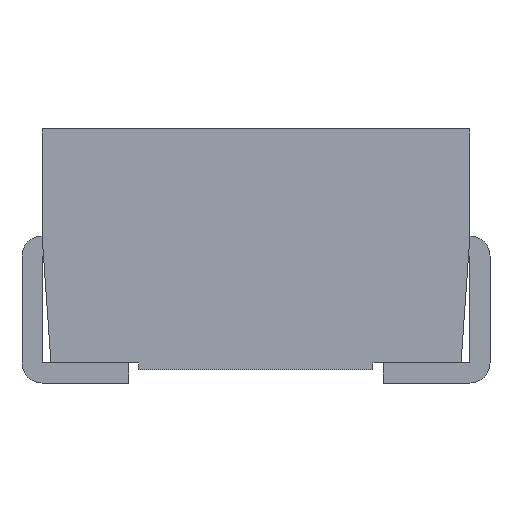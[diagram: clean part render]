
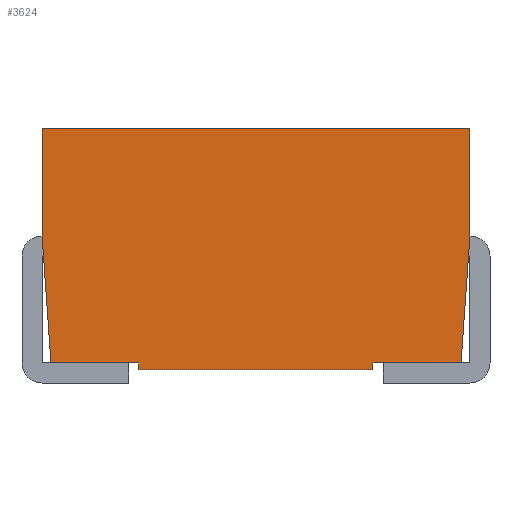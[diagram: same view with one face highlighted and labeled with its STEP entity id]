
A CAD part, front view. The second image highlights one B-rep face of the part: STEP entity #3624.
In plain terms, the highlighted planar face has unit normal (0, -1, 0).
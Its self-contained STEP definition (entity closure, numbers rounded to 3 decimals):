
#3234 = VERTEX_POINT('',#3235);
#3235 = CARTESIAN_POINT('',(-1.534,-1.45,0.17));
#3241 = EDGE_CURVE('',#3242,#3234,#3244,.T.);
#3242 = VERTEX_POINT('',#3243);
#3243 = CARTESIAN_POINT('',(-1.6,-1.45,1.12));
#3244 = LINE('',#3245,#3246);
#3245 = CARTESIAN_POINT('',(-1.356,-1.45,-2.364));
#3246 = VECTOR('',#3247,1.);
#3247 = DIRECTION('',(0.07,0.,
    -0.998));
#3304 = EDGE_CURVE('',#3305,#3242,#3307,.T.);
#3305 = VERTEX_POINT('',#3306);
#3306 = CARTESIAN_POINT('',(-1.6,-1.45,1.92));
#3307 = LINE('',#3308,#3309);
#3308 = CARTESIAN_POINT('',(-1.6,-1.45,-2.269));
#3309 = VECTOR('',#3310,1.);
#3310 = DIRECTION('',(0.,0.,-1.));
#3333 = EDGE_CURVE('',#3334,#3305,#3336,.T.);
#3334 = VERTEX_POINT('',#3335);
#3335 = CARTESIAN_POINT('',(1.6,-1.45,1.92));
#3336 = LINE('',#3337,#3338);
#3337 = CARTESIAN_POINT('',(0.,-1.45,1.92));
#3338 = VECTOR('',#3339,1.);
#3339 = DIRECTION('',(-1.,0.,0.));
#3366 = EDGE_CURVE('',#3334,#3367,#3369,.T.);
#3367 = VERTEX_POINT('',#3368);
#3368 = CARTESIAN_POINT('',(1.6,-1.45,1.12));
#3369 = LINE('',#3370,#3371);
#3370 = CARTESIAN_POINT('',(1.6,-1.45,-2.269));
#3371 = VECTOR('',#3372,1.);
#3372 = DIRECTION('',(0.,0.,-1.));
#3430 = EDGE_CURVE('',#3367,#3431,#3433,.T.);
#3431 = VERTEX_POINT('',#3432);
#3432 = CARTESIAN_POINT('',(1.534,-1.45,0.17));
#3433 = LINE('',#3434,#3435);
#3434 = CARTESIAN_POINT('',(1.356,-1.45,-2.364));
#3435 = VECTOR('',#3436,1.);
#3436 = DIRECTION('',(-0.07,0.,
    -0.998));
#3492 = EDGE_CURVE('',#3493,#3431,#3495,.T.);
#3493 = VERTEX_POINT('',#3494);
#3494 = CARTESIAN_POINT('',(0.875,-1.45,0.17));
#3495 = LINE('',#3496,#3497);
#3496 = CARTESIAN_POINT('',(0.,-1.45,0.17));
#3497 = VECTOR('',#3498,1.);
#3498 = DIRECTION('',(1.,0.,0.));
#3516 = EDGE_CURVE('',#3517,#3493,#3519,.T.);
#3517 = VERTEX_POINT('',#3518);
#3518 = CARTESIAN_POINT('',(0.875,-1.45,0.12));
#3519 = LINE('',#3520,#3521);
#3520 = CARTESIAN_POINT('',(0.875,-1.45,-2.269));
#3521 = VECTOR('',#3522,1.);
#3522 = DIRECTION('',(0.,0.,1.));
#3540 = EDGE_CURVE('',#3517,#3541,#3543,.T.);
#3541 = VERTEX_POINT('',#3542);
#3542 = CARTESIAN_POINT('',(-0.875,-1.45,0.12));
#3543 = LINE('',#3544,#3545);
#3544 = CARTESIAN_POINT('',(0.,-1.45,0.12));
#3545 = VECTOR('',#3546,1.);
#3546 = DIRECTION('',(-1.,0.,0.));
#3564 = EDGE_CURVE('',#3541,#3565,#3567,.T.);
#3565 = VERTEX_POINT('',#3566);
#3566 = CARTESIAN_POINT('',(-0.875,-1.45,0.17));
#3567 = LINE('',#3568,#3569);
#3568 = CARTESIAN_POINT('',(-0.875,-1.45,-2.269));
#3569 = VECTOR('',#3570,1.);
#3570 = DIRECTION('',(0.,0.,1.));
#3607 = EDGE_CURVE('',#3565,#3234,#3608,.T.);
#3608 = LINE('',#3609,#3610);
#3609 = CARTESIAN_POINT('',(0.,-1.45,0.17));
#3610 = VECTOR('',#3611,1.);
#3611 = DIRECTION('',(-1.,0.,0.));
#3624 = ADVANCED_FACE('',(#3625),#3637,.F.);
#3625 = FACE_BOUND('',#3626,.T.);
#3626 = EDGE_LOOP('',(#3627,#3628,#3629,#3630,#3631,#3632,#3633,#3634,
    #3635,#3636));
#3627 = ORIENTED_EDGE('',*,*,#3241,.T.);
#3628 = ORIENTED_EDGE('',*,*,#3607,.F.);
#3629 = ORIENTED_EDGE('',*,*,#3564,.F.);
#3630 = ORIENTED_EDGE('',*,*,#3540,.F.);
#3631 = ORIENTED_EDGE('',*,*,#3516,.T.);
#3632 = ORIENTED_EDGE('',*,*,#3492,.T.);
#3633 = ORIENTED_EDGE('',*,*,#3430,.F.);
#3634 = ORIENTED_EDGE('',*,*,#3366,.F.);
#3635 = ORIENTED_EDGE('',*,*,#3333,.T.);
#3636 = ORIENTED_EDGE('',*,*,#3304,.T.);
#3637 = PLANE('',#3638);
#3638 = AXIS2_PLACEMENT_3D('',#3639,#3640,#3641);
#3639 = CARTESIAN_POINT('',(0.,-1.45,-2.269));
#3640 = DIRECTION('',(0.,1.,0.));
#3641 = DIRECTION('',(-1.,0.,0.));
